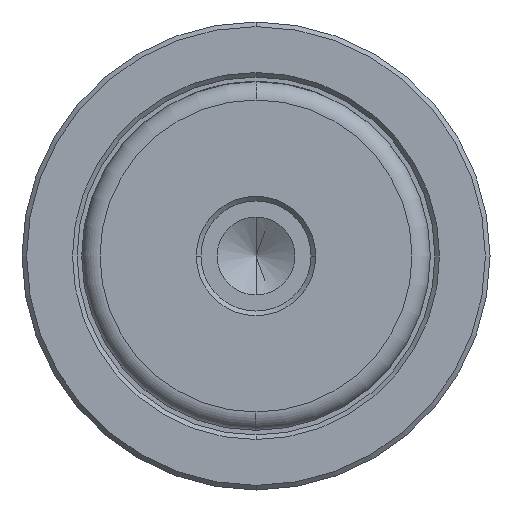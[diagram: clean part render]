
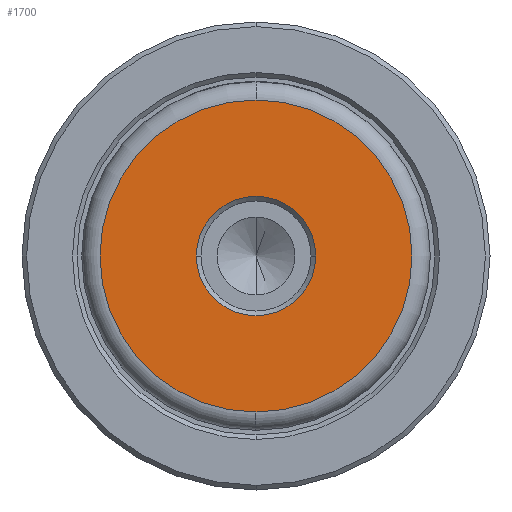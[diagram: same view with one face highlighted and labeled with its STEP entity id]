
A CAD part, left-side view. The second image highlights one B-rep face of the part: STEP entity #1700.
In plain terms, the highlighted planar face has unit normal (-1, 0, 0).
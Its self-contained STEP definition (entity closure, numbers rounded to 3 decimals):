
#17 = DIRECTION ( 'NONE',  ( 0., 0., 1. ) ) ;
#34 = CARTESIAN_POINT ( 'NONE',  ( 0., 0., -16.997 ) ) ;
#95 = PLANE ( 'NONE',  #2203 ) ;
#112 = CARTESIAN_POINT ( 'NONE',  ( 0., 6.5, 0. ) ) ;
#272 = EDGE_CURVE ( 'NONE', #502, #1596, #1823, .T. ) ;
#280 = AXIS2_PLACEMENT_3D ( 'NONE', #575, #1878, #760 ) ;
#401 = AXIS2_PLACEMENT_3D ( 'NONE', #540, #1843, #729 ) ;
#425 = CARTESIAN_POINT ( 'NONE',  ( 0., 0., 0. ) ) ;
#502 = VERTEX_POINT ( 'NONE', #1858 ) ;
#504 = EDGE_CURVE ( 'NONE', #2180, #2061, #1817, .T. ) ;
#540 = CARTESIAN_POINT ( 'NONE',  ( 0., 0., 0. ) ) ;
#575 = CARTESIAN_POINT ( 'NONE',  ( 0., 0., 0. ) ) ;
#588 = CIRCLE ( 'NONE', #401, 6.5 ) ;
#627 = DIRECTION ( 'NONE',  ( 0., 0., 1. ) ) ;
#630 = AXIS2_PLACEMENT_3D ( 'NONE', #425, #1733, #627 ) ;
#714 = EDGE_CURVE ( 'NONE', #1596, #502, #1528, .T. ) ;
#729 = DIRECTION ( 'NONE',  ( 0., 0., 1. ) ) ;
#760 = DIRECTION ( 'NONE',  ( 0., 0., 1. ) ) ;
#942 = EDGE_LOOP ( 'NONE', ( #2371, #2126 ) ) ;
#1050 = DIRECTION ( 'NONE',  ( 0., 0., 1. ) ) ;
#1093 = FACE_BOUND ( 'NONE', #2066, .T. ) ;
#1153 = DIRECTION ( 'NONE',  ( -1., 0., 0. ) ) ;
#1215 = AXIS2_PLACEMENT_3D ( 'NONE', #2257, #1153, #17 ) ;
#1447 = ORIENTED_EDGE ( 'NONE', *, *, #504, .T. ) ;
#1519 = FACE_OUTER_BOUND ( 'NONE', #942, .T. ) ;
#1528 = CIRCLE ( 'NONE', #630, 16.997 ) ;
#1596 = VERTEX_POINT ( 'NONE', #34 ) ;
#1700 = ADVANCED_FACE ( 'NONE', ( #1093, #1519 ), #95, .T. ) ;
#1733 = DIRECTION ( 'NONE',  ( -1., 0., 0. ) ) ;
#1777 = CARTESIAN_POINT ( 'NONE',  ( 0., 0., 0. ) ) ;
#1803 = EDGE_CURVE ( 'NONE', #2061, #2180, #588, .T. ) ;
#1817 = CIRCLE ( 'NONE', #280, 6.5 ) ;
#1823 = CIRCLE ( 'NONE', #1215, 16.997 ) ;
#1843 = DIRECTION ( 'NONE',  ( 1., 0., 0. ) ) ;
#1858 = CARTESIAN_POINT ( 'NONE',  ( 0., 0., 16.997 ) ) ;
#1878 = DIRECTION ( 'NONE',  ( 1., 0., 0. ) ) ;
#1933 = CARTESIAN_POINT ( 'NONE',  ( 0., -6.5, 0. ) ) ;
#2061 = VERTEX_POINT ( 'NONE', #1933 ) ;
#2066 = EDGE_LOOP ( 'NONE', ( #2291, #1447 ) ) ;
#2126 = ORIENTED_EDGE ( 'NONE', *, *, #714, .T. ) ;
#2157 = DIRECTION ( 'NONE',  ( -1., 0., 0. ) ) ;
#2180 = VERTEX_POINT ( 'NONE', #112 ) ;
#2203 = AXIS2_PLACEMENT_3D ( 'NONE', #1777, #2157, #1050 ) ;
#2257 = CARTESIAN_POINT ( 'NONE',  ( 0., 0., 0. ) ) ;
#2291 = ORIENTED_EDGE ( 'NONE', *, *, #1803, .T. ) ;
#2371 = ORIENTED_EDGE ( 'NONE', *, *, #272, .T. ) ;
